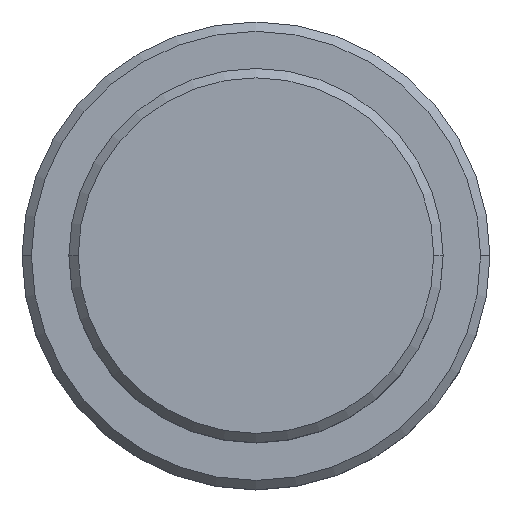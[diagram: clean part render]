
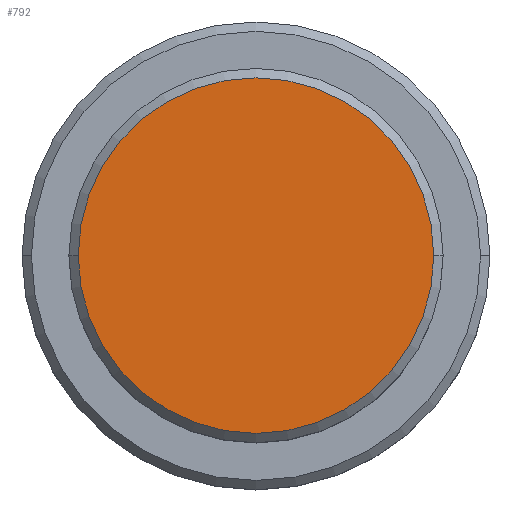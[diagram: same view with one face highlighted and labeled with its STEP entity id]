
A CAD part, top view. The second image highlights one B-rep face of the part: STEP entity #792.
In plain terms, the highlighted planar face has unit normal (0, 0, 1).
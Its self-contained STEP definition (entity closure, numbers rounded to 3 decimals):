
#19 = DIRECTION ( 'NONE',  ( 1., 0., 0. ) ) ;
#82 = DIRECTION ( 'NONE',  ( 1., 0., 0. ) ) ;
#177 = DIRECTION ( 'NONE',  ( 1., 0., 0. ) ) ;
#183 = AXIS2_PLACEMENT_3D ( 'NONE', #1285, #288, #82 ) ;
#213 = DIRECTION ( 'NONE',  ( 0., 0., 1. ) ) ;
#251 = EDGE_LOOP ( 'NONE', ( #1200, #1174 ) ) ;
#258 = VERTEX_POINT ( 'NONE', #1113 ) ;
#286 = VERTEX_POINT ( 'NONE', #1313 ) ;
#288 = DIRECTION ( 'NONE',  ( 0., 0., 1. ) ) ;
#319 = AXIS2_PLACEMENT_3D ( 'NONE', #1213, #213, #19 ) ;
#372 = DIRECTION ( 'NONE',  ( 0., 0., 1. ) ) ;
#567 = CIRCLE ( 'NONE', #319, 9.5 ) ;
#719 = EDGE_CURVE ( 'NONE', #286, #258, #567, .T. ) ;
#792 = ADVANCED_FACE ( 'NONE', ( #1304 ), #1077, .T. ) ;
#934 = CARTESIAN_POINT ( 'NONE',  ( 0., 0., 0. ) ) ;
#1077 = PLANE ( 'NONE',  #183 ) ;
#1079 = EDGE_CURVE ( 'NONE', #258, #286, #1286, .T. ) ;
#1113 = CARTESIAN_POINT ( 'NONE',  ( -9.5, 0., 0. ) ) ;
#1174 = ORIENTED_EDGE ( 'NONE', *, *, #719, .T. ) ;
#1200 = ORIENTED_EDGE ( 'NONE', *, *, #1079, .T. ) ;
#1213 = CARTESIAN_POINT ( 'NONE',  ( 0., 0., 0. ) ) ;
#1264 = AXIS2_PLACEMENT_3D ( 'NONE', #934, #372, #177 ) ;
#1285 = CARTESIAN_POINT ( 'NONE',  ( 0., 0., 0. ) ) ;
#1286 = CIRCLE ( 'NONE', #1264, 9.5 ) ;
#1304 = FACE_OUTER_BOUND ( 'NONE', #251, .T. ) ;
#1313 = CARTESIAN_POINT ( 'NONE',  ( 9.5, 0., 0. ) ) ;
